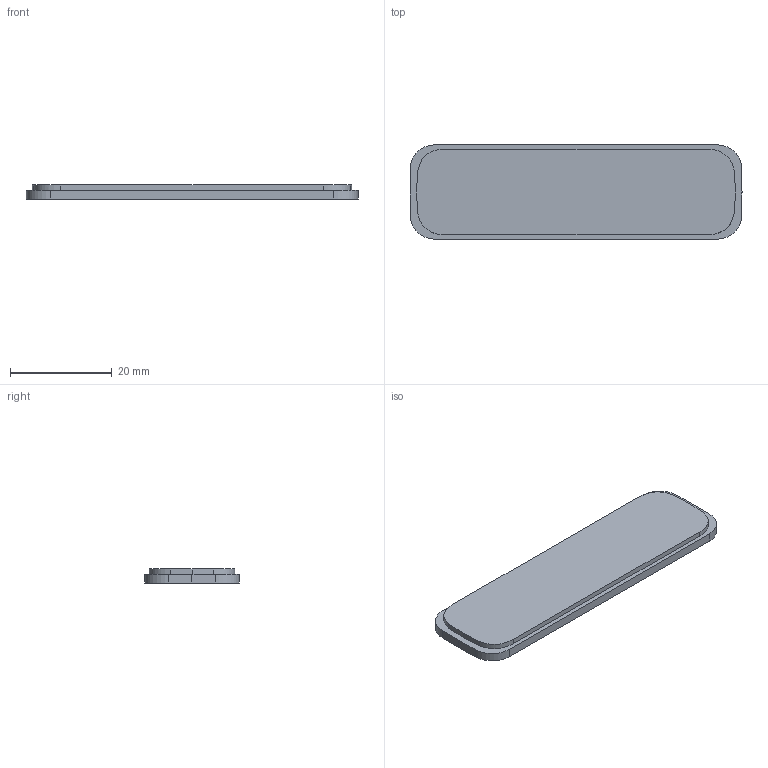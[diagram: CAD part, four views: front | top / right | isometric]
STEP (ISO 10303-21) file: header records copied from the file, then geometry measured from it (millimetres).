
FILE_DESCRIPTION((''),'2;1');
FILE_NAME('1553B Front Panel.stp','2005-09-19T16:16:12',('rboehler'),(''),'Autodesk Inventor 10','Autodesk Inventor 10','');
FILE_SCHEMA(('AUTOMOTIVE_DESIGN { 1 0 10303 214 1 1 1 1 }'));
Length unit declared in the file: millimetre
Products named in the file (1): 1553B Front Panel
Bounding box: 65.15 x 18.5 x 2.75 mm (x, y, z)
Volume: 2323.4 mm3; surface area: 2933.5 mm2
Topology: 1 solids, 1 shells, 34 faces, 90 edges, 60 vertices
Faces by surface type: bspline 16, plane 14, cylinder 4
Entity records: 1527 total; most frequent: CARTESIAN_POINT 791, ORIENTED_EDGE 180, EDGE_CURVE 90, DIRECTION 88, VERTEX_POINT 60, B_SPLINE_CURVE_WITH_KNOTS 40, EDGE_LOOP 36, FACE_OUTER_BOUND 34
